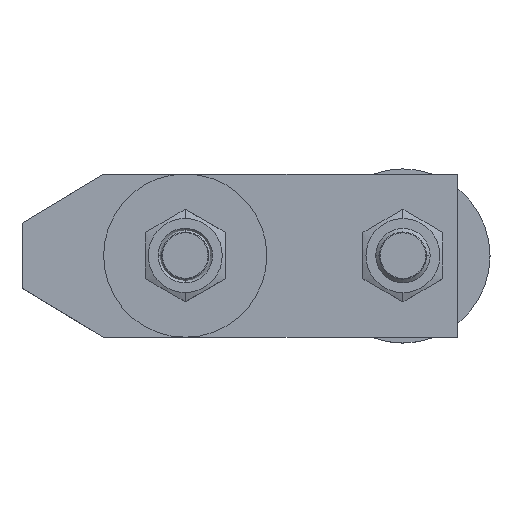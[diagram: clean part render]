
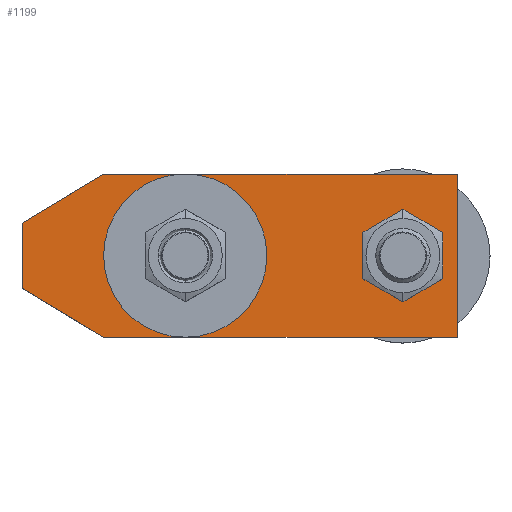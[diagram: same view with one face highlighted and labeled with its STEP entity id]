
A CAD part, top view. The second image highlights one B-rep face of the part: STEP entity #1199.
In plain terms, the highlighted planar face has unit normal (0, 0, 1).
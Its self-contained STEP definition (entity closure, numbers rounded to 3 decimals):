
#635=VERTEX_POINT('',#1748);
#647=EDGE_CURVE('',#1477,#1589,#1761,.T.);
#649=EDGE_CURVE('',#1595,#1585,#1763,.T.);
#897=EDGE_CURVE('',#1221,#635,#2033,.T.);
#959=EDGE_CURVE('',#1151,#1231,#2102,.T.);
#1035=VERTEX_POINT('',#2186);
#1139=VERTEX_POINT('',#2298);
#1151=VERTEX_POINT('',#2313);
#1191=VERTEX_POINT('',#2357);
#1195=EDGE_CURVE('',#1035,#1221,#2362,.T.);
#1199=ADVANCED_FACE('',(#2366,#2367,#2368),#2369,.T.);
#1221=VERTEX_POINT('',#2392);
#1231=VERTEX_POINT('',#2402);
#1311=EDGE_CURVE('',#1665,#1595,#2492,.T.);
#1445=EDGE_CURVE('',#1231,#1035,#2645,.T.);
#1465=EDGE_CURVE('',#1191,#1151,#2668,.T.);
#1477=VERTEX_POINT('',#2681);
#1529=EDGE_CURVE('',#1585,#1139,#2739,.T.);
#1545=EDGE_CURVE('',#1589,#1477,#2755,.T.);
#1555=EDGE_CURVE('',#635,#1191,#2765,.T.);
#1583=EDGE_CURVE('',#1139,#1665,#2802,.T.);
#1585=VERTEX_POINT('',#2804);
#1589=VERTEX_POINT('',#2808);
#1595=VERTEX_POINT('',#2815);
#1665=VERTEX_POINT('',#2892);
#1748=CARTESIAN_POINT('',(0.0,-6.,15.0));
#1761=CIRCLE('',#3027,5.0);
#1763=LINE('',#3030,#3031);
#2033=LINE('',#3457,#3458);
#2102=LINE('',#3557,#3558);
#2186=CARTESIAN_POINT('',(80.0,-15.0,15.0));
#2298=CARTESIAN_POINT('',(39.5,-5.5,15.0));
#2313=CARTESIAN_POINT('',(15.0,15.0,15.0));
#2357=CARTESIAN_POINT('',(0.0,6.,15.0));
#2362=LINE('',#3956,#3957);
#2366=FACE_BOUND('',#3963,.T.);
#2367=FACE_BOUND('',#3964,.T.);
#2368=FACE_OUTER_BOUND('',#3965,.T.);
#2369=PLANE('',#3966);
#2392=CARTESIAN_POINT('',(15.0,-15.0,15.0));
#2402=CARTESIAN_POINT('',(80.0,15.0,15.0));
#2492=CIRCLE('',#4161,5.5);
#2645=LINE('',#4387,#4388);
#2668=LINE('',#4415,#4416);
#2681=CARTESIAN_POINT('',(75.0,0.,15.0));
#2739=CIRCLE('',#4522,5.5);
#2755=CIRCLE('',#4550,5.0);
#2765=LINE('',#4564,#4565);
#2802=LINE('',#4609,#4610);
#2804=CARTESIAN_POINT('',(39.5,5.5,15.0));
#2808=CARTESIAN_POINT('',(65.0,0.,15.0));
#2815=CARTESIAN_POINT('',(20.5,5.5,15.0));
#2892=CARTESIAN_POINT('',(20.5,-5.5,15.0));
#3027=AXIS2_PLACEMENT_3D('',#4809,#4810,#4811);
#3030=CARTESIAN_POINT('',(31.598,5.5,15.0));
#3031=VECTOR('',#4812,1.0);
#3457=CARTESIAN_POINT('',(0.0,-6.,15.0));
#3458=VECTOR('',#5076,1.0);
#3557=CARTESIAN_POINT('',(80.0,15.0,15.0));
#3558=VECTOR('',#5152,1.0);
#3956=CARTESIAN_POINT('',(15.0,-15.0,15.0));
#3957=VECTOR('',#5434,1.0);
#3963=EDGE_LOOP('',(#5437,#5438));
#3964=EDGE_LOOP('',(#5439,#5440,#5441,#5442));
#3965=EDGE_LOOP('',(#5443,#5444,#5445,#5446,#5447,#5448));
#3966=AXIS2_PLACEMENT_3D('',#5449,#5450,#5451);
#4161=AXIS2_PLACEMENT_3D('',#5577,#5578,#5579);
#4387=CARTESIAN_POINT('',(80.0,-15.0,15.0));
#4388=VECTOR('',#5760,1.0);
#4415=CARTESIAN_POINT('',(15.0,15.0,15.0));
#4416=VECTOR('',#5800,1.0);
#4522=AXIS2_PLACEMENT_3D('',#5886,#5887,#5888);
#4550=AXIS2_PLACEMENT_3D('',#5897,#5898,#5899);
#4564=CARTESIAN_POINT('',(0.0,6.,15.0));
#4565=VECTOR('',#5904,1.0);
#4609=CARTESIAN_POINT('',(41.098,-5.5,15.0));
#4610=VECTOR('',#5973,1.0);
#4809=CARTESIAN_POINT('',(70.0,0.0,15.0));
#4810=DIRECTION('',(0.0,0.0,-1.0));
#4811=DIRECTION('',(-1.0,0.,0.0));
#4812=DIRECTION('',(1.0,0.0,0.0));
#5076=DIRECTION('',(-0.857,0.514,0.0));
#5152=DIRECTION('',(1.0,0.0,0.0));
#5434=DIRECTION('',(-1.0,0.0,0.0));
#5437=ORIENTED_EDGE('',*,*,#1545,.T.);
#5438=ORIENTED_EDGE('',*,*,#647,.T.);
#5439=ORIENTED_EDGE('',*,*,#1311,.T.);
#5440=ORIENTED_EDGE('',*,*,#649,.T.);
#5441=ORIENTED_EDGE('',*,*,#1529,.T.);
#5442=ORIENTED_EDGE('',*,*,#1583,.T.);
#5443=ORIENTED_EDGE('',*,*,#1195,.F.);
#5444=ORIENTED_EDGE('',*,*,#1445,.F.);
#5445=ORIENTED_EDGE('',*,*,#959,.F.);
#5446=ORIENTED_EDGE('',*,*,#1465,.F.);
#5447=ORIENTED_EDGE('',*,*,#1555,.F.);
#5448=ORIENTED_EDGE('',*,*,#897,.F.);
#5449=CARTESIAN_POINT('',(42.696,0.,15.0));
#5450=DIRECTION('',(0.0,0.0,1.0));
#5451=DIRECTION('',(1.0,0.0,0.0));
#5577=CARTESIAN_POINT('',(20.5,0.0,15.0));
#5578=DIRECTION('',(0.0,0.0,-1.0));
#5579=DIRECTION('',(0.0,-1.0,0.0));
#5760=DIRECTION('',(0.0,-1.0,0.0));
#5800=DIRECTION('',(0.857,0.514,0.0));
#5886=CARTESIAN_POINT('',(39.5,0.0,15.0));
#5887=DIRECTION('',(0.0,0.0,-1.0));
#5888=DIRECTION('',(0.0,1.0,0.0));
#5897=CARTESIAN_POINT('',(70.0,0.0,15.0));
#5898=DIRECTION('',(0.0,0.0,-1.0));
#5899=DIRECTION('',(-1.0,0.,0.0));
#5904=DIRECTION('',(0.0,1.0,0.0));
#5973=DIRECTION('',(-1.0,0.0,0.0));
